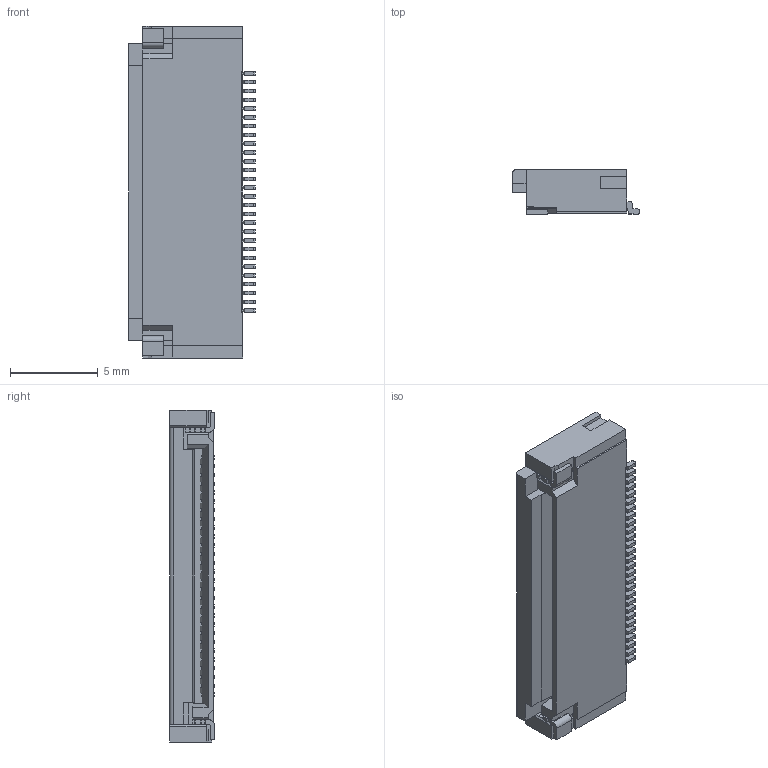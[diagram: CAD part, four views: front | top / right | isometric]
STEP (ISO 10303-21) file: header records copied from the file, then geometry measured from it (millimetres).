
FILE_DESCRIPTION(('CoCreate Modeling STEP Export'),'2;1');
FILE_NAME('FH28E-28S-0.5SH.stp','2010-03-26T14:46:06',(''),(''),'CoCreate Modeling STEP processor for AP214 (Solid Model)','CoCreate Modeling 16.00B 02-Dec-2008 (C) Parametric Technology GmbH','');
FILE_SCHEMA(('AUTOMOTIVE_DESIGN { 1 0 10303 214 1 1 1 1 }'));
Length unit declared in the file: millimetre
Products named in the file (1): FH28D-28S-0.5SH_簡略
Bounding box: 7.2 x 2.55 x 18.9 mm (x, y, z)
Volume: 223 mm3; surface area: 616.3 mm2
Topology: 1 solids, 1 shells, 1003 faces, 2990 edges, 1989 vertices
Faces by surface type: plane 791, cylinder 212
Entity records: 31846 total; most frequent: ORIENTED_EDGE 5980, CARTESIAN_POINT 5624, DIRECTION 4843, EDGE_CURVE 2990, VECTOR 2427, LINE 2427, VERTEX_POINT 1989, AXIS2_PLACEMENT_3D 1208
